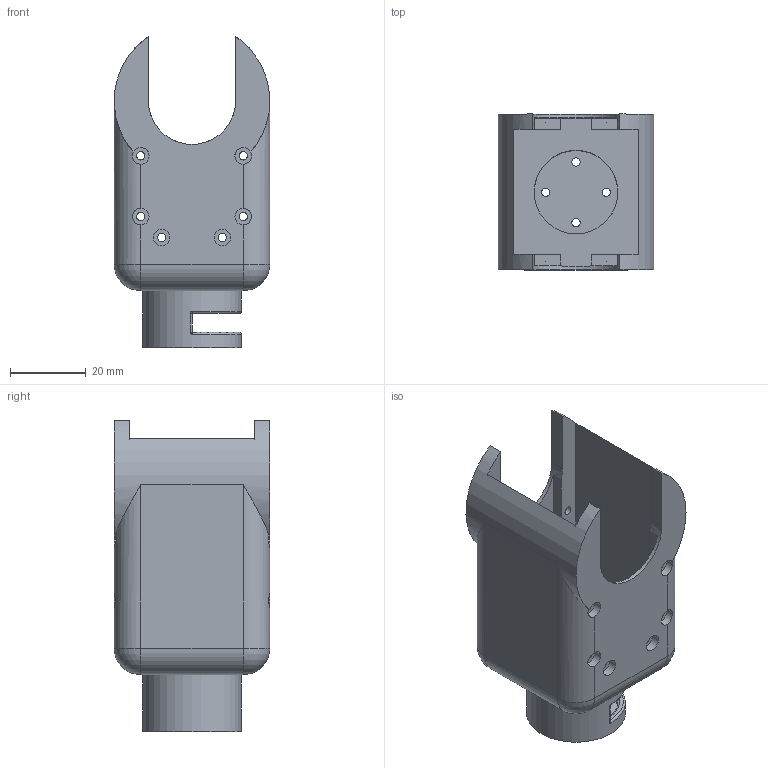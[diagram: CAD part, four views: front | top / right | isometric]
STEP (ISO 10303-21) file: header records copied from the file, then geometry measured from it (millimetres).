
FILE_DESCRIPTION(('FreeCAD Model'),'2;1');
FILE_NAME('Neck v3.1.stp','2015-11-10T12:02:54',('FreeCAD'),( 'FreeCAD'),'Open CASCADE STEP processor 6.8','FreeCAD','Unknown');
FILE_SCHEMA(('AUTOMOTIVE_DESIGN_CC2 { 1 2 10303 214 -1 1 5 4 }'));
Length unit declared in the file: millimetre
Products named in the file (1): Open CASCADE STEP translator 6.8 3
Bounding box: 41 x 41 x 81.97 mm (x, y, z)
Volume: 35382.6 mm3; surface area: 20976.2 mm2
Topology: 1 solids, 1 shells, 108 faces, 312 edges, 206 vertices
Faces by surface type: plane 48, cylinder 46, torus 8, sphere 4, bspline 2
Full cylindrical faces by diameter (mm): 2.2 x16, 4.4 x12, 22 x1, 26 x1
Entity records: 13179 total; most frequent: CARTESIAN_POINT 7230, DIRECTION 1037, ORIENTED_EDGE 616, PCURVE 616, DEFINITIONAL_REPRESENTATION 616, LINE 501, VECTOR 501, EDGE_CURVE 308
